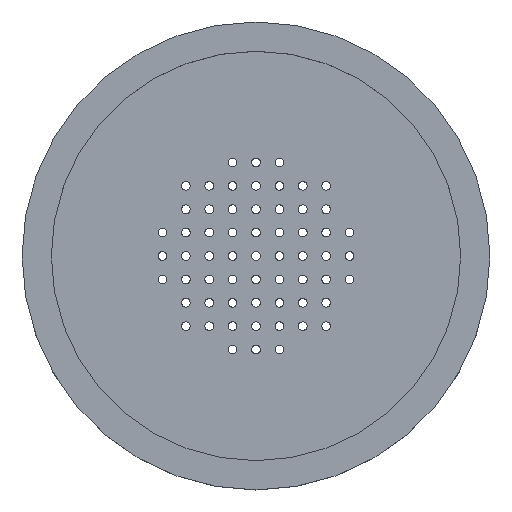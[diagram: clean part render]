
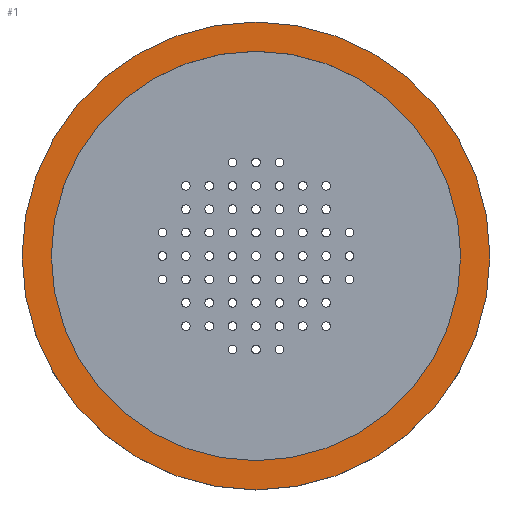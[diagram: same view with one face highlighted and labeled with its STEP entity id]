
A CAD part, top view. The second image highlights one B-rep face of the part: STEP entity #1.
In plain terms, the highlighted planar face has unit normal (0, 0, 1).
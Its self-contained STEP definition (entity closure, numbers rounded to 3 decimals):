
#1 = ADVANCED_FACE ( 'NONE', ( #1793, #2798 ), #2469, .T. ) ;
#183 = EDGE_LOOP ( 'NONE', ( #409, #2234 ) ) ;
#330 = ORIENTED_EDGE ( 'NONE', *, *, #3682, .T. ) ;
#352 = DIRECTION ( 'NONE',  ( 1., 0., 0. ) ) ;
#409 = ORIENTED_EDGE ( 'NONE', *, *, #1304, .F. ) ;
#414 = ORIENTED_EDGE ( 'NONE', *, *, #2748, .T. ) ;
#609 = AXIS2_PLACEMENT_3D ( 'NONE', #4442, #3359, #4469 ) ;
#639 = CARTESIAN_POINT ( 'NONE',  ( 0., 0., 10.45 ) ) ;
#733 = CARTESIAN_POINT ( 'NONE',  ( 35., 0., 10.45 ) ) ;
#763 = AXIS2_PLACEMENT_3D ( 'NONE', #639, #1739, #4663 ) ;
#1108 = AXIS2_PLACEMENT_3D ( 'NONE', #3596, #3171, #1784 ) ;
#1304 = EDGE_CURVE ( 'NONE', #3973, #3194, #4022, .T. ) ;
#1382 = CIRCLE ( 'NONE', #3608, 35. ) ;
#1516 = CARTESIAN_POINT ( 'NONE',  ( 0., 0., 10.45 ) ) ;
#1666 = VERTEX_POINT ( 'NONE', #3875 ) ;
#1739 = DIRECTION ( 'NONE',  ( 0., 0., 1. ) ) ;
#1777 = CARTESIAN_POINT ( 'NONE',  ( -35., 0., 10.45 ) ) ;
#1784 = DIRECTION ( 'NONE',  ( 1., 0., 0. ) ) ;
#1793 = FACE_OUTER_BOUND ( 'NONE', #3020, .T. ) ;
#2234 = ORIENTED_EDGE ( 'NONE', *, *, #3956, .F. ) ;
#2347 = VERTEX_POINT ( 'NONE', #4099 ) ;
#2469 = PLANE ( 'NONE',  #763 ) ;
#2480 = CARTESIAN_POINT ( 'NONE',  ( 0., 0., 10.45 ) ) ;
#2748 = EDGE_CURVE ( 'NONE', #1666, #2347, #3694, .T. ) ;
#2798 = FACE_BOUND ( 'NONE', #183, .T. ) ;
#2859 = AXIS2_PLACEMENT_3D ( 'NONE', #1516, #3719, #352 ) ;
#3020 = EDGE_LOOP ( 'NONE', ( #330, #414 ) ) ;
#3171 = DIRECTION ( 'NONE',  ( 0., 0., 1. ) ) ;
#3194 = VERTEX_POINT ( 'NONE', #733 ) ;
#3259 = DIRECTION ( 'NONE',  ( 0., 0., 1. ) ) ;
#3359 = DIRECTION ( 'NONE',  ( 0., 0., 1. ) ) ;
#3596 = CARTESIAN_POINT ( 'NONE',  ( 0., 0., 10.45 ) ) ;
#3608 = AXIS2_PLACEMENT_3D ( 'NONE', #2480, #3259, #4362 ) ;
#3682 = EDGE_CURVE ( 'NONE', #2347, #1666, #3994, .T. ) ;
#3694 = CIRCLE ( 'NONE', #2859, 40. ) ;
#3719 = DIRECTION ( 'NONE',  ( 0., 0., 1. ) ) ;
#3875 = CARTESIAN_POINT ( 'NONE',  ( 40., 0., 10.45 ) ) ;
#3956 = EDGE_CURVE ( 'NONE', #3194, #3973, #1382, .T. ) ;
#3973 = VERTEX_POINT ( 'NONE', #1777 ) ;
#3994 = CIRCLE ( 'NONE', #609, 40. ) ;
#4022 = CIRCLE ( 'NONE', #1108, 35. ) ;
#4099 = CARTESIAN_POINT ( 'NONE',  ( -40., 0., 10.45 ) ) ;
#4362 = DIRECTION ( 'NONE',  ( 1., 0., 0. ) ) ;
#4442 = CARTESIAN_POINT ( 'NONE',  ( 0., 0., 10.45 ) ) ;
#4469 = DIRECTION ( 'NONE',  ( 1., 0., 0. ) ) ;
#4663 = DIRECTION ( 'NONE',  ( 1., 0., 0. ) ) ;
